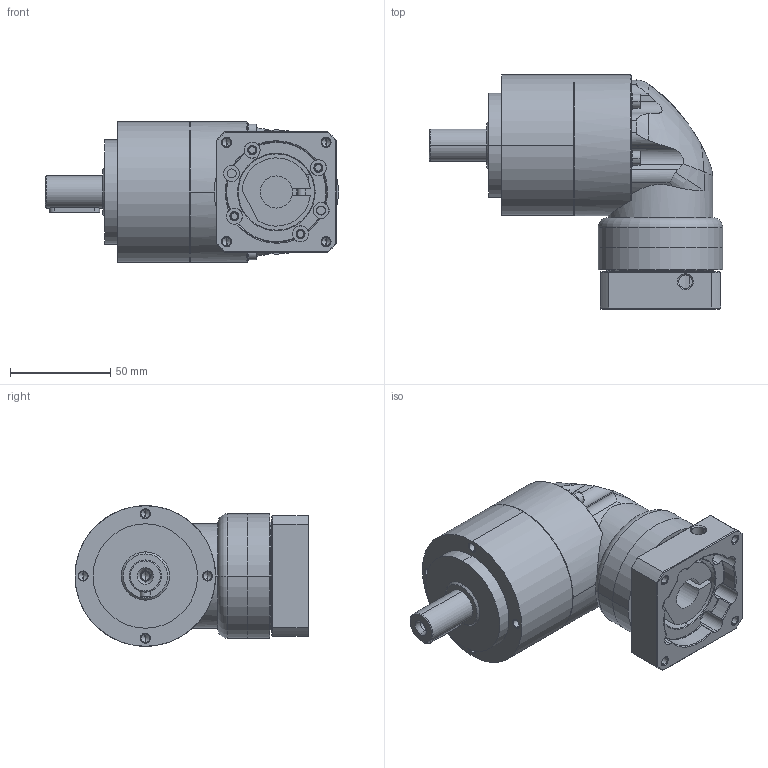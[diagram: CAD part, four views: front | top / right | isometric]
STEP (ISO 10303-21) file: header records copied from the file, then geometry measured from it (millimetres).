
FILE_DESCRIPTION((''),'2;1');
FILE_NAME('AER0701-P0403200503_ASM','2008-09-04T',('d00080'),(''),'PRO/ENGINEER BY PARAMETRIC TECHNOLOGY CORPORATION, 2006170','PRO/ENGINEER BY PARAMETRIC TECHNOLOGY CORPORATION, 2006170','');
FILE_SCHEMA(('CONFIG_CONTROL_DESIGN'));
Length unit declared in the file: millimetre
Products named in the file (8): AE070-1; PD120001; 233100002; 220100509; HOUSING-SET-2_ASM; P1305200001; P0403200503; AER0701-P0403200503_ASM
Assembly tree (13 placements, depth 3):
  AER0701-P0403200503_ASM
    AE070-1
    HOUSING-SET-2_ASM
      PD120001
      233100002  x4
      220100509  x4
    P1305200001
    P0403200503
Bounding box: 146 x 116.5 x 70 mm (x, y, z)
Volume: 454840 mm3; surface area: 80206.1 mm2
Topology: 14 solids, 36 shells, 544 faces, 1291 edges, 802 vertices
Faces by surface type: cylinder 250, plane 152, cone 92, torus 31, bspline 19
Entity records: 14012 total; most frequent: CARTESIAN_POINT 3534, DIRECTION 2324, ORIENTED_EDGE 1962, EDGE_CURVE 1025, AXIS2_PLACEMENT_3D 977, VERTEX_POINT 664, CIRCLE 528, EDGE_LOOP 525
